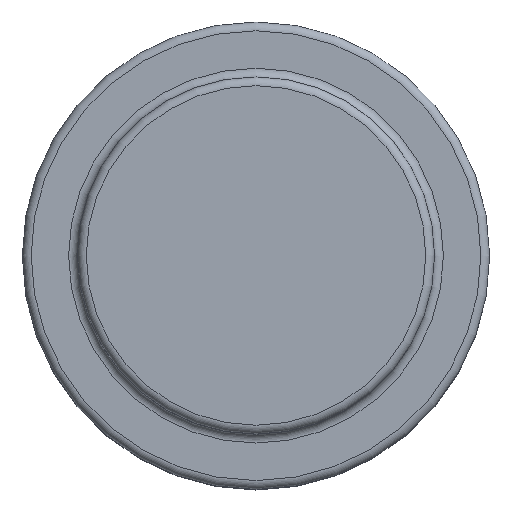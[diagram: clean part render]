
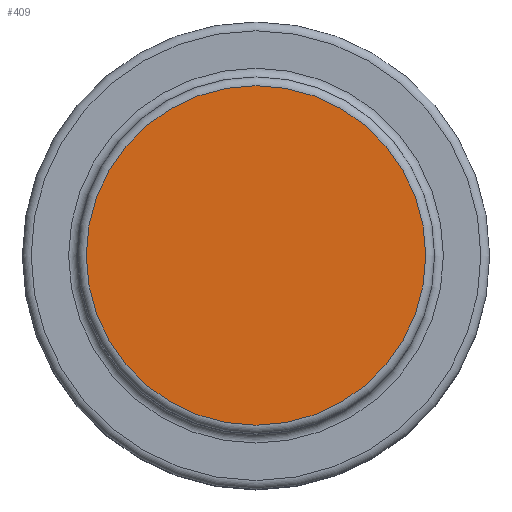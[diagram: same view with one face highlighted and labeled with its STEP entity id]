
A CAD part, top view. The second image highlights one B-rep face of the part: STEP entity #409.
In plain terms, the highlighted planar face has unit normal (0, 0, 1).
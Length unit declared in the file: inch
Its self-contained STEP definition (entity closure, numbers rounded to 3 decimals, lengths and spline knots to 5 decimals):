
#20 = AXIS2_PLACEMENT_3D ( 'NONE', #64, #65, #73 ) ;
#22 = CIRCLE ( 'NONE', #20, 0.385 ) ;
#64 = CARTESIAN_POINT ( 'NONE',  ( 0., 0., 0.6875 ) ) ;
#65 = DIRECTION ( 'NONE',  ( 0., 0., 1. ) ) ;
#73 = DIRECTION ( 'NONE',  ( 1., 0., 0. ) ) ;
#108 = PLANE ( 'NONE',  #325 ) ;
#109 = CARTESIAN_POINT ( 'NONE',  ( 0., 0., 0.6875 ) ) ;
#110 = DIRECTION ( 'NONE',  ( 0., 0., -1. ) ) ;
#111 = DIRECTION ( 'NONE',  ( -1., 0., 0. ) ) ;
#149 = CARTESIAN_POINT ( 'NONE',  ( 0.385, 0., 0.6875 ) ) ;
#202 = EDGE_LOOP ( 'NONE', ( #235 ) ) ;
#235 = ORIENTED_EDGE ( 'NONE', *, *, #389, .T. ) ;
#281 = FACE_OUTER_BOUND ( 'NONE', #202, .T. ) ;
#293 = VERTEX_POINT ( 'NONE', #149 ) ;
#325 = AXIS2_PLACEMENT_3D ( 'NONE', #109, #110, #111 ) ;
#389 = EDGE_CURVE ( 'NONE', #293, #293, #22, .T. ) ;
#409 = ADVANCED_FACE ( 'NONE', ( #281 ), #108, .F. ) ;
